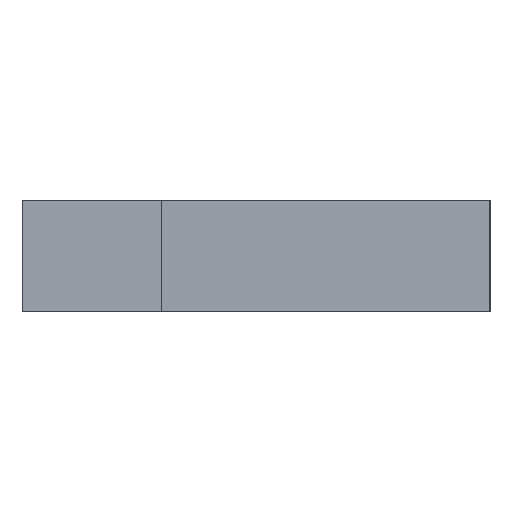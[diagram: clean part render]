
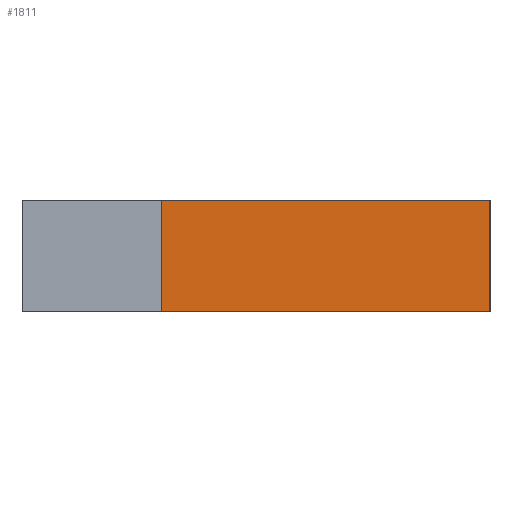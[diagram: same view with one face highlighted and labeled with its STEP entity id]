
A CAD part, left-side view. The second image highlights one B-rep face of the part: STEP entity #1811.
In plain terms, the highlighted planar face has unit normal (-1, 0, 0).
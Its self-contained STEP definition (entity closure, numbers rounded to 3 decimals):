
#20 = ORIENTED_EDGE ( 'NONE', *, *, #1201, .T. ) ;
#132 = VERTEX_POINT ( 'NONE', #1471 ) ;
#253 = LINE ( 'NONE', #562, #1890 ) ;
#320 = CARTESIAN_POINT ( 'NONE',  ( 0., 0., 0.5 ) ) ;
#380 = FACE_OUTER_BOUND ( 'NONE', #586, .T. ) ;
#440 = LINE ( 'NONE', #320, #500 ) ;
#500 = VECTOR ( 'NONE', #1071, 1000. ) ;
#562 = CARTESIAN_POINT ( 'NONE',  ( 0., -2.95, 0.5 ) ) ;
#586 = EDGE_LOOP ( 'NONE', ( #20, #991, #760, #600 ) ) ;
#600 = ORIENTED_EDGE ( 'NONE', *, *, #1600, .T. ) ;
#619 = LINE ( 'NONE', #961, #1303 ) ;
#624 = VERTEX_POINT ( 'NONE', #1178 ) ;
#629 = VERTEX_POINT ( 'NONE', #1427 ) ;
#760 = ORIENTED_EDGE ( 'NONE', *, *, #1806, .F. ) ;
#851 = CARTESIAN_POINT ( 'NONE',  ( 0., -2.95, 0.5 ) ) ;
#861 = PLANE ( 'NONE',  #1626 ) ;
#961 = CARTESIAN_POINT ( 'NONE',  ( 0., -2.95, -0.5 ) ) ;
#991 = ORIENTED_EDGE ( 'NONE', *, *, #1822, .F. ) ;
#1006 = CARTESIAN_POINT ( 'NONE',  ( 0., -2.95, 0.5 ) ) ;
#1026 = LINE ( 'NONE', #1006, #1030 ) ;
#1030 = VECTOR ( 'NONE', #1202, 1000. ) ;
#1071 = DIRECTION ( 'NONE',  ( 0., 0., -1. ) ) ;
#1178 = CARTESIAN_POINT ( 'NONE',  ( 0., -2.95, 0.5 ) ) ;
#1201 = EDGE_CURVE ( 'NONE', #1710, #629, #619, .T. ) ;
#1202 = DIRECTION ( 'NONE',  ( 0., -1., 0. ) ) ;
#1303 = VECTOR ( 'NONE', #1411, 1000. ) ;
#1411 = DIRECTION ( 'NONE',  ( 0., -1., 0. ) ) ;
#1427 = CARTESIAN_POINT ( 'NONE',  ( 0., -2.95, -0.5 ) ) ;
#1471 = CARTESIAN_POINT ( 'NONE',  ( 0., 0., 0.5 ) ) ;
#1600 = EDGE_CURVE ( 'NONE', #132, #1710, #440, .T. ) ;
#1626 = AXIS2_PLACEMENT_3D ( 'NONE', #851, #1672, #1661 ) ;
#1661 = DIRECTION ( 'NONE',  ( 0., 0., -1. ) ) ;
#1672 = DIRECTION ( 'NONE',  ( 1., 0., 0. ) ) ;
#1710 = VERTEX_POINT ( 'NONE', #1773 ) ;
#1773 = CARTESIAN_POINT ( 'NONE',  ( 0., 0., -0.5 ) ) ;
#1806 = EDGE_CURVE ( 'NONE', #132, #624, #1026, .T. ) ;
#1811 = ADVANCED_FACE ( 'NONE', ( #380 ), #861, .F. ) ;
#1822 = EDGE_CURVE ( 'NONE', #624, #629, #253, .T. ) ;
#1825 = DIRECTION ( 'NONE',  ( 0., 0., -1. ) ) ;
#1890 = VECTOR ( 'NONE', #1825, 1000. ) ;
